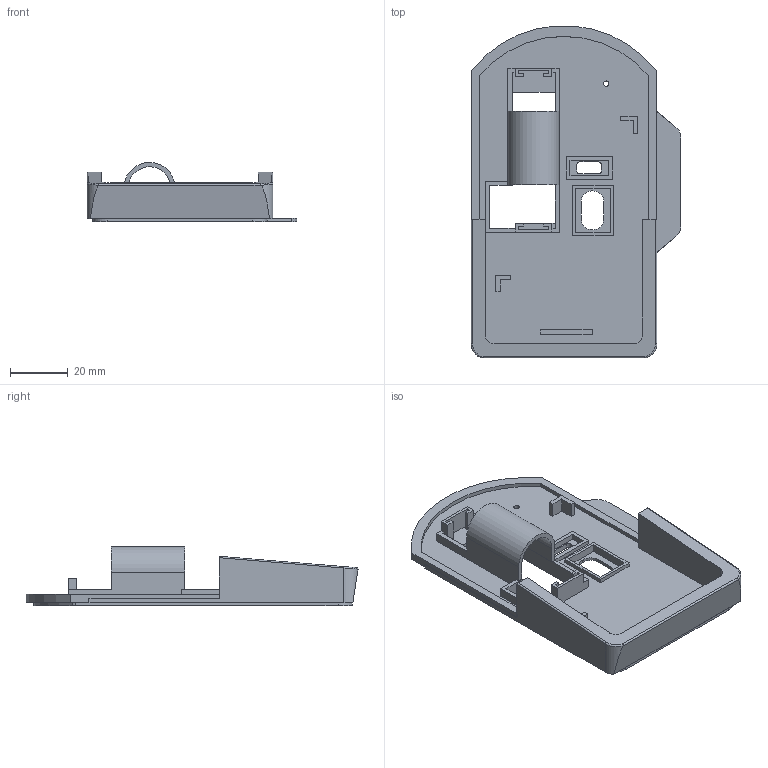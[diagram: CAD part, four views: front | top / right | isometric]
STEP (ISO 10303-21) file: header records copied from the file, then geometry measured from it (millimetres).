
FILE_DESCRIPTION(/* description */ ('STEP AP242','CAx-IF Rec.Pracs.---Representation and Presentation of Product Manufacturing Information (PMI)---4.0---2014-10-13','CAx-IF Rec.Pracs.---3D Tessellated Geometry---0.4---2014-09-14','2;1'),/* implementation_level */ '2;1');
FILE_NAME(/* name */ '686a8c74e1723828ff56b595',/* time_stamp */ '2025-07-06T14:47:16Z',/* author */ (''),/* organization */ (''),/* preprocessor_version */ 'ST-DEVELOPER v20',/* originating_system */ 'ONSHAPE BY PTC INC, 1.200',/* authorisation */ ' ');
FILE_SCHEMA (('AP242_MANAGED_MODEL_BASED_3D_ENGINEERING_MIM_LF { 1 0 10303 442 1 1 4 }'));
Length unit declared in the file: metre
Products named in the file (1): Part 1
Bounding box: 72.84 x 115.17 x 20.47 mm (x, y, z)
Volume: 26772.7 mm3; surface area: 22590.9 mm2
Topology: 1 solids, 1 shells, 161 faces, 457 edges, 304 vertices
Faces by surface type: plane 131, cylinder 28, bspline 2
Full cylindrical faces by diameter (mm): 1.85 x1, 4.2 x1
Entity records: 5220 total; most frequent: CARTESIAN_POINT 962, ORIENTED_EDGE 908, DIRECTION 826, EDGE_CURVE 454, LINE 392, VECTOR 392, VERTEX_POINT 303, AXIS2_PLACEMENT_3D 217
